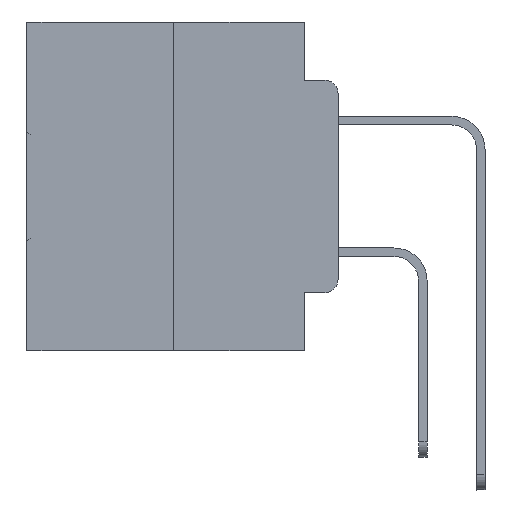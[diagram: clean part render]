
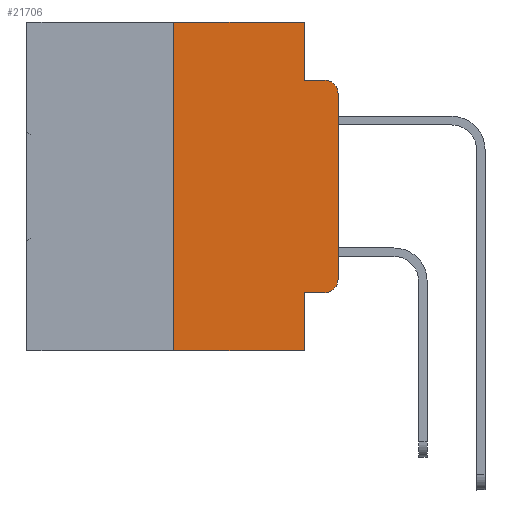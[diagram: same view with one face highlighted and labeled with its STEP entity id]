
A CAD part, left-side view. The second image highlights one B-rep face of the part: STEP entity #21706.
In plain terms, the highlighted planar face has unit normal (-1, 0, 0).
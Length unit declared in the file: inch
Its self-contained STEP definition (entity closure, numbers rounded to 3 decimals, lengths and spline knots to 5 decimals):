
#146 = ORIENTED_EDGE ( 'NONE', *, *, #18560, .F. ) ;
#312 = ORIENTED_EDGE ( 'NONE', *, *, #16821, .F. ) ;
#383 = ORIENTED_EDGE ( 'NONE', *, *, #16909, .F. ) ;
#793 = ORIENTED_EDGE ( 'NONE', *, *, #17334, .T. ) ;
#1178 = ORIENTED_EDGE ( 'NONE', *, *, #15236, .F. ) ;
#1490 = ORIENTED_EDGE ( 'NONE', *, *, #10183, .T. ) ;
#2124 = LINE ( 'NONE', #23580, #27381 ) ;
#2218 = ORIENTED_EDGE ( 'NONE', *, *, #20205, .F. ) ;
#2895 = ORIENTED_EDGE ( 'NONE', *, *, #28535, .T. ) ;
#2979 = LINE ( 'NONE', #16680, #28187 ) ;
#3230 = VERTEX_POINT ( 'NONE', #5259 ) ;
#3969 = DIRECTION ( 'NONE',  ( 0., -1., 0. ) ) ;
#3985 = CIRCLE ( 'NONE', #22648, 0.02 ) ;
#4312 = CARTESIAN_POINT ( 'NONE',  ( 0., 0.25, 0. ) ) ;
#4793 = DIRECTION ( 'NONE',  ( -1., 0., 0. ) ) ;
#4800 = ORIENTED_EDGE ( 'NONE', *, *, #25225, .T. ) ;
#5259 = CARTESIAN_POINT ( 'NONE',  ( 0., 0.051, 0. ) ) ;
#5749 = VERTEX_POINT ( 'NONE', #10428 ) ;
#5832 = CARTESIAN_POINT ( 'NONE',  ( 0., 0.02, -0.4115 ) ) ;
#6131 = CARTESIAN_POINT ( 'NONE',  ( 0., 0.25, -0.5 ) ) ;
#6978 = LINE ( 'NONE', #21508, #17137 ) ;
#7377 = PLANE ( 'NONE',  #26334 ) ;
#7605 = DIRECTION ( 'NONE',  ( 0., -1., 0. ) ) ;
#7820 = VERTEX_POINT ( 'NONE', #5832 ) ;
#8348 = FACE_OUTER_BOUND ( 'NONE', #15106, .T. ) ;
#8587 = VERTEX_POINT ( 'NONE', #6131 ) ;
#8930 = VECTOR ( 'NONE', #9077, 39.37008 ) ;
#9077 = DIRECTION ( 'NONE',  ( 0., 0., -1. ) ) ;
#9410 = DIRECTION ( 'NONE',  ( 0., 0., 1. ) ) ;
#9838 = AXIS2_PLACEMENT_3D ( 'NONE', #19923, #4793, #22393 ) ;
#10006 = DIRECTION ( 'NONE',  ( 1., 0., 0. ) ) ;
#10113 = CARTESIAN_POINT ( 'NONE',  ( 0., 0.051, -0.4115 ) ) ;
#10183 = EDGE_CURVE ( 'NONE', #7820, #30314, #20005, .T. ) ;
#10249 = ORIENTED_EDGE ( 'NONE', *, *, #13555, .T. ) ;
#10428 = CARTESIAN_POINT ( 'NONE',  ( 0., 0.051, -0.5 ) ) ;
#10873 = CARTESIAN_POINT ( 'NONE',  ( 0., 0.051, -0.4115 ) ) ;
#11079 = VERTEX_POINT ( 'NONE', #28338 ) ;
#11165 = DIRECTION ( 'NONE',  ( 0., -1., 0. ) ) ;
#11622 = DIRECTION ( 'NONE',  ( 0., 0., 1. ) ) ;
#12599 = VECTOR ( 'NONE', #9410, 39.37008 ) ;
#13555 = EDGE_CURVE ( 'NONE', #13715, #7820, #32528, .T. ) ;
#13575 = LINE ( 'NONE', #18210, #26026 ) ;
#13715 = VERTEX_POINT ( 'NONE', #10873 ) ;
#13988 = CARTESIAN_POINT ( 'NONE',  ( 0., 0.02, -0.1085 ) ) ;
#15106 = EDGE_LOOP ( 'NONE', ( #2895, #4800, #2218, #146, #312, #383, #793, #1178, #10249, #1490 ) ) ;
#15236 = EDGE_CURVE ( 'NONE', #13715, #5749, #15467, .T. ) ;
#15467 = LINE ( 'NONE', #16699, #22023 ) ;
#16509 = DIRECTION ( 'NONE',  ( 0., 0., -1. ) ) ;
#16680 = CARTESIAN_POINT ( 'NONE',  ( 0., 0.473, 0. ) ) ;
#16699 = CARTESIAN_POINT ( 'NONE',  ( 0., 0.051, 0. ) ) ;
#16821 = EDGE_CURVE ( 'NONE', #11079, #3230, #2979, .T. ) ;
#16909 = EDGE_CURVE ( 'NONE', #8587, #11079, #32387, .T. ) ;
#17137 = VECTOR ( 'NONE', #11622, 39.37008 ) ;
#17334 = EDGE_CURVE ( 'NONE', #8587, #5749, #2124, .T. ) ;
#18210 = CARTESIAN_POINT ( 'NONE',  ( 0., 0.051, -0.0885 ) ) ;
#18560 = EDGE_CURVE ( 'NONE', #3230, #24931, #23009, .T. ) ;
#19377 = CARTESIAN_POINT ( 'NONE',  ( 0., 0., -0.3915 ) ) ;
#19923 = CARTESIAN_POINT ( 'NONE',  ( 0., 0.02, -0.3915 ) ) ;
#20005 = CIRCLE ( 'NONE', #9838, 0.02 ) ;
#20174 = CARTESIAN_POINT ( 'NONE',  ( 0., 0.02, -0.0885 ) ) ;
#20205 = EDGE_CURVE ( 'NONE', #24931, #21112, #13575, .T. ) ;
#20681 = DIRECTION ( 'NONE',  ( 0., -1., 0. ) ) ;
#21086 = CARTESIAN_POINT ( 'NONE',  ( 0., 0., -0.1085 ) ) ;
#21112 = VERTEX_POINT ( 'NONE', #20174 ) ;
#21508 = CARTESIAN_POINT ( 'NONE',  ( 0., 0., 0. ) ) ;
#21519 = CARTESIAN_POINT ( 'NONE',  ( 0., 0.051, 0. ) ) ;
#21706 = ADVANCED_FACE ( 'NONE', ( #8348 ), #7377, .F. ) ;
#22023 = VECTOR ( 'NONE', #24164, 39.37008 ) ;
#22393 = DIRECTION ( 'NONE',  ( 0., 0., -1. ) ) ;
#22648 = AXIS2_PLACEMENT_3D ( 'NONE', #13988, #31316, #16509 ) ;
#23009 = LINE ( 'NONE', #21519, #8930 ) ;
#23580 = CARTESIAN_POINT ( 'NONE',  ( 0., 0.473, -0.5 ) ) ;
#24164 = DIRECTION ( 'NONE',  ( 0., 0., -1. ) ) ;
#24931 = VERTEX_POINT ( 'NONE', #29718 ) ;
#24943 = CARTESIAN_POINT ( 'NONE',  ( 0., 0.473, 0. ) ) ;
#25225 = EDGE_CURVE ( 'NONE', #30100, #21112, #3985, .T. ) ;
#26026 = VECTOR ( 'NONE', #20681, 39.37008 ) ;
#26334 = AXIS2_PLACEMENT_3D ( 'NONE', #24943, #10006, #27423 ) ;
#27381 = VECTOR ( 'NONE', #11165, 39.37008 ) ;
#27423 = DIRECTION ( 'NONE',  ( 0., 0., -1. ) ) ;
#28187 = VECTOR ( 'NONE', #3969, 39.37008 ) ;
#28338 = CARTESIAN_POINT ( 'NONE',  ( 0., 0.25, 0. ) ) ;
#28535 = EDGE_CURVE ( 'NONE', #30314, #30100, #6978, .T. ) ;
#29718 = CARTESIAN_POINT ( 'NONE',  ( 0., 0.051, -0.0885 ) ) ;
#30100 = VERTEX_POINT ( 'NONE', #21086 ) ;
#30314 = VERTEX_POINT ( 'NONE', #19377 ) ;
#31010 = VECTOR ( 'NONE', #7605, 39.37008 ) ;
#31316 = DIRECTION ( 'NONE',  ( -1., 0., 0. ) ) ;
#32387 = LINE ( 'NONE', #4312, #12599 ) ;
#32528 = LINE ( 'NONE', #10113, #31010 ) ;
